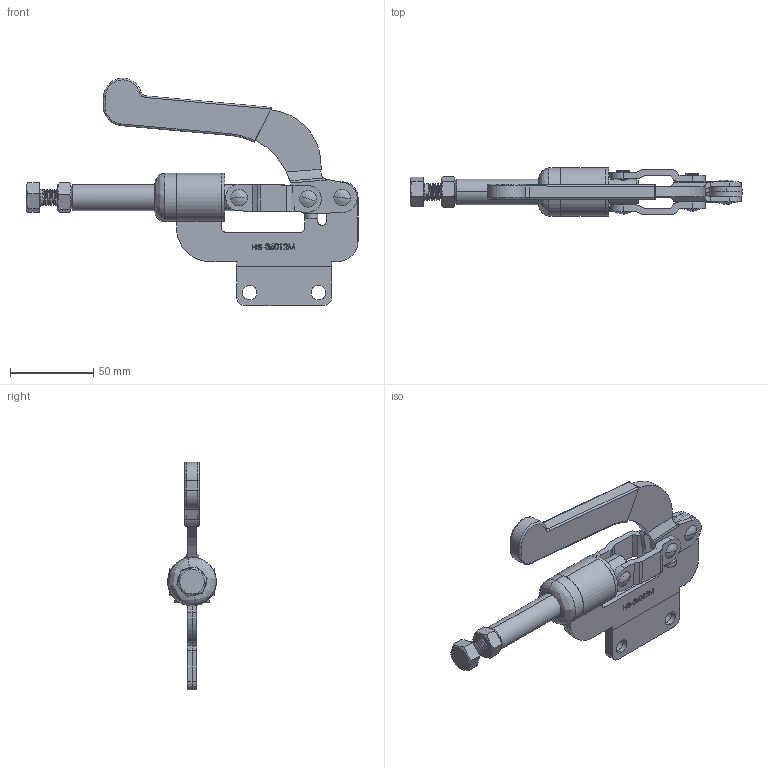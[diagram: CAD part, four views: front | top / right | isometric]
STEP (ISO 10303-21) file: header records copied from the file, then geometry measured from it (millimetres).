
FILE_DESCRIPTION (( 'STEP AP203' ), '1' );
FILE_NAME ('HS-36012.STEP', '2019-08-07T10:30:27', ( '微软用户' ), ( '微软中国' ), 'SwSTEP 2.0', 'SolidWorks 2012', '' );
FILE_SCHEMA (( 'CONFIG_CONTROL_DESIGN' ));
Products named in the file (17): HS-36012; PRT0030_; PRT0029_; PRT0028_; PRT0027_; PRT0026_; PRT0025_; PRT0024_; CH-36012M-01_BASE__ASM; ____12_1__; ____8_1__; ____8_2__; ____12_2__; PRT0023_; PRT0022_; PRT0021_; PRT0020_
Assembly tree (17 placements, depth 3):
  HS-36012
    PRT0020_
    PRT0021_  x2
    PRT0022_
    PRT0023_
    CH-36012M-01_BASE__ASM
      ____12_2__
      ____8_2__
      ____8_1__
      ____12_1__
    PRT0024_
    PRT0025_
    PRT0026_
    PRT0027_
    PRT0028_
    PRT0029_
    PRT0030_
Bounding box: 199.47 x 29.2 x 136.73 mm (x, y, z)
Volume: 104880.1 mm3; surface area: 62629 mm2
Topology: 16 solids, 16 shells, 789 faces, 2131 edges, 1396 vertices
Faces by surface type: plane 365, cylinder 233, bspline 149, cone 42
Entity records: 58516 total; most frequent: CARTESIAN_POINT 38693, ORIENTED_EDGE 4118, DIRECTION 3092, EDGE_CURVE 2059, VERTEX_POINT 1356, LINE 1218, VECTOR 1218, AXIS2_PLACEMENT_3D 937
